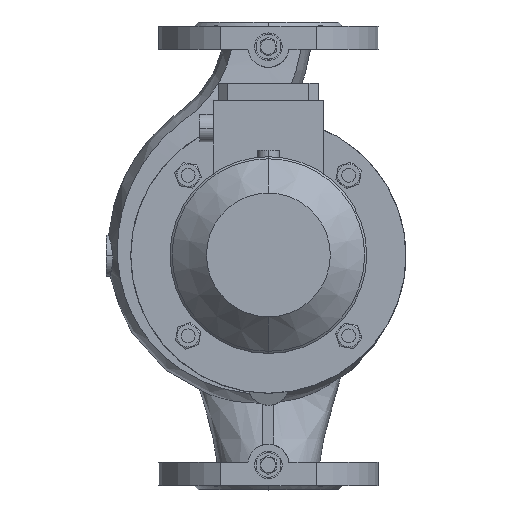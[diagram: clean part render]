
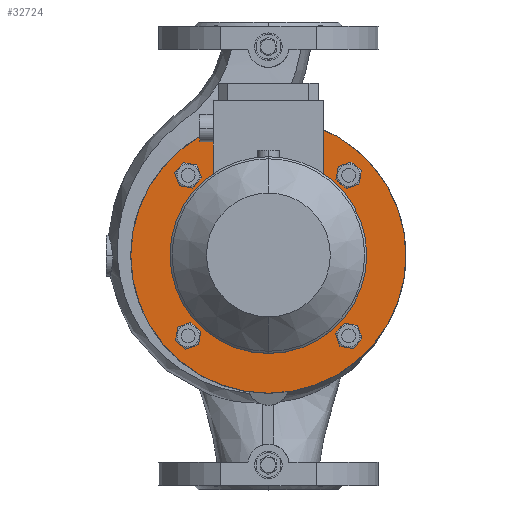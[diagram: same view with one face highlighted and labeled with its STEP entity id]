
A CAD part, top view. The second image highlights one B-rep face of the part: STEP entity #32724.
In plain terms, the highlighted planar face has unit normal (0, 0, 1).
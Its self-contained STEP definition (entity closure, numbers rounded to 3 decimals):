
#867 = AXIS2_PLACEMENT_3D ( 'NONE', #5565, #28668, #13318 ) ;
#1081 = CARTESIAN_POINT ( 'NONE',  ( 59.739, 66.289, 142. ) ) ;
#1551 = CARTESIAN_POINT ( 'NONE',  ( 0., 100., 142. ) ) ;
#1668 = ORIENTED_EDGE ( 'NONE', *, *, #17332, .F. ) ;
#1686 = PLANE ( 'NONE',  #9395 ) ;
#1885 = ORIENTED_EDGE ( 'NONE', *, *, #14424, .F. ) ;
#2544 = CARTESIAN_POINT ( 'NONE',  ( -58.336, 58.336, 142. ) ) ;
#2815 = AXIS2_PLACEMENT_3D ( 'NONE', #25816, #20867, #20657 ) ;
#3313 = FACE_BOUND ( 'NONE', #17194, .T. ) ;
#3700 = EDGE_LOOP ( 'NONE', ( #9332, #14119 ) ) ;
#4204 = CIRCLE ( 'NONE', #21298, 70. ) ;
#4565 = EDGE_LOOP ( 'NONE', ( #27774, #14282 ) ) ;
#4778 = EDGE_CURVE ( 'NONE', #17110, #15911, #4204, .T. ) ;
#5511 = CARTESIAN_POINT ( 'NONE',  ( -59.739, -66.289, 142. ) ) ;
#5565 = CARTESIAN_POINT ( 'NONE',  ( 58.336, 58.336, 142. ) ) ;
#5792 = CARTESIAN_POINT ( 'NONE',  ( 0., 0., 142. ) ) ;
#6015 = CARTESIAN_POINT ( 'NONE',  ( -56.934, -50.384, 142. ) ) ;
#6651 = AXIS2_PLACEMENT_3D ( 'NONE', #5792, #13544, #21604 ) ;
#6803 = CARTESIAN_POINT ( 'NONE',  ( 66.289, -59.739, 142. ) ) ;
#7145 = DIRECTION ( 'NONE',  ( 0., 0., 1. ) ) ;
#7270 = FACE_BOUND ( 'NONE', #27613, .T. ) ;
#7538 = VERTEX_POINT ( 'NONE', #29383 ) ;
#7883 = CARTESIAN_POINT ( 'NONE',  ( -58.336, -58.336, 142. ) ) ;
#7927 = ORIENTED_EDGE ( 'NONE', *, *, #27891, .F. ) ;
#8273 = CARTESIAN_POINT ( 'NONE',  ( 0., 0., 142. ) ) ;
#8859 = CIRCLE ( 'NONE', #22190, 8.075 ) ;
#9130 = DIRECTION ( 'NONE',  ( 0., 0., 1. ) ) ;
#9229 = ORIENTED_EDGE ( 'NONE', *, *, #11488, .F. ) ;
#9322 = AXIS2_PLACEMENT_3D ( 'NONE', #16310, #31775, #26620 ) ;
#9332 = ORIENTED_EDGE ( 'NONE', *, *, #25143, .F. ) ;
#9395 = AXIS2_PLACEMENT_3D ( 'NONE', #27217, #7145, #27445 ) ;
#9496 = AXIS2_PLACEMENT_3D ( 'NONE', #16751, #9130, #14614 ) ;
#10112 = FACE_BOUND ( 'NONE', #3700, .T. ) ;
#10230 = AXIS2_PLACEMENT_3D ( 'NONE', #27277, #17198, #32332 ) ;
#10435 = VERTEX_POINT ( 'NONE', #6015 ) ;
#10473 = DIRECTION ( 'NONE',  ( 0., -1., 0. ) ) ;
#10679 = VERTEX_POINT ( 'NONE', #1551 ) ;
#10769 = DIRECTION ( 'NONE',  ( 0., 0., 1. ) ) ;
#11298 = VERTEX_POINT ( 'NONE', #22907 ) ;
#11488 = EDGE_CURVE ( 'NONE', #31928, #10435, #27305, .T. ) ;
#11730 = VERTEX_POINT ( 'NONE', #1081 ) ;
#11900 = VERTEX_POINT ( 'NONE', #29516 ) ;
#12115 = EDGE_CURVE ( 'NONE', #15082, #7538, #31273, .T. ) ;
#13026 = CIRCLE ( 'NONE', #19180, 100. ) ;
#13045 = DIRECTION ( 'NONE',  ( 0., -1., 0. ) ) ;
#13183 = CIRCLE ( 'NONE', #6651, 100. ) ;
#13318 = DIRECTION ( 'NONE',  ( 0., -1., 0. ) ) ;
#13544 = DIRECTION ( 'NONE',  ( 0., 0., -1. ) ) ;
#14119 = ORIENTED_EDGE ( 'NONE', *, *, #27081, .F. ) ;
#14282 = ORIENTED_EDGE ( 'NONE', *, *, #16686, .F. ) ;
#14424 = EDGE_CURVE ( 'NONE', #7538, #15082, #8859, .T. ) ;
#14439 = CARTESIAN_POINT ( 'NONE',  ( 0., 0., 142. ) ) ;
#14468 = CARTESIAN_POINT ( 'NONE',  ( -58.336, 58.336, 142. ) ) ;
#14614 = DIRECTION ( 'NONE',  ( 0., -1., 0. ) ) ;
#14809 = CARTESIAN_POINT ( 'NONE',  ( 0., 70., 142. ) ) ;
#14944 = VERTEX_POINT ( 'NONE', #6803 ) ;
#15082 = VERTEX_POINT ( 'NONE', #23458 ) ;
#15321 = FACE_OUTER_BOUND ( 'NONE', #20647, .T. ) ;
#15459 = AXIS2_PLACEMENT_3D ( 'NONE', #2544, #23468, #13045 ) ;
#15887 = DIRECTION ( 'NONE',  ( 0., 0., -1. ) ) ;
#15911 = VERTEX_POINT ( 'NONE', #14809 ) ;
#16121 = FACE_BOUND ( 'NONE', #4565, .T. ) ;
#16310 = CARTESIAN_POINT ( 'NONE',  ( 58.336, -58.336, 142. ) ) ;
#16373 = ORIENTED_EDGE ( 'NONE', *, *, #25153, .F. ) ;
#16686 = EDGE_CURVE ( 'NONE', #14944, #11298, #32406, .T. ) ;
#16693 = CIRCLE ( 'NONE', #9496, 8.075 ) ;
#16751 = CARTESIAN_POINT ( 'NONE',  ( 58.336, 58.336, 142. ) ) ;
#17110 = VERTEX_POINT ( 'NONE', #23150 ) ;
#17194 = EDGE_LOOP ( 'NONE', ( #26493, #1885 ) ) ;
#17198 = DIRECTION ( 'NONE',  ( 0., 0., -1. ) ) ;
#17332 = EDGE_CURVE ( 'NONE', #10435, #31928, #26347, .T. ) ;
#19180 = AXIS2_PLACEMENT_3D ( 'NONE', #8273, #15887, #31027 ) ;
#19329 = AXIS2_PLACEMENT_3D ( 'NONE', #28366, #10769, #25902 ) ;
#20647 = EDGE_LOOP ( 'NONE', ( #16373, #7927 ) ) ;
#20657 = DIRECTION ( 'NONE',  ( 0., -1., 0. ) ) ;
#20867 = DIRECTION ( 'NONE',  ( 0., 0., 1. ) ) ;
#21072 = VERTEX_POINT ( 'NONE', #31175 ) ;
#21227 = CIRCLE ( 'NONE', #19329, 8.075 ) ;
#21298 = AXIS2_PLACEMENT_3D ( 'NONE', #14439, #29556, #29663 ) ;
#21604 = DIRECTION ( 'NONE',  ( 0., 1., 0. ) ) ;
#22190 = AXIS2_PLACEMENT_3D ( 'NONE', #14468, #27462, #32412 ) ;
#22907 = CARTESIAN_POINT ( 'NONE',  ( 50.384, -56.934, 142. ) ) ;
#23150 = CARTESIAN_POINT ( 'NONE',  ( 0., -70., 142. ) ) ;
#23330 = ORIENTED_EDGE ( 'NONE', *, *, #4778, .T. ) ;
#23458 = CARTESIAN_POINT ( 'NONE',  ( -50.384, 56.934, 142. ) ) ;
#23468 = DIRECTION ( 'NONE',  ( 0., 0., 1. ) ) ;
#24561 = EDGE_CURVE ( 'NONE', #11298, #14944, #21227, .T. ) ;
#25143 = EDGE_CURVE ( 'NONE', #21072, #11730, #29600, .T. ) ;
#25153 = EDGE_CURVE ( 'NONE', #10679, #11900, #13183, .T. ) ;
#25816 = CARTESIAN_POINT ( 'NONE',  ( -58.336, -58.336, 142. ) ) ;
#25835 = DIRECTION ( 'NONE',  ( 0., 0., 1. ) ) ;
#25902 = DIRECTION ( 'NONE',  ( 0., -1., 0. ) ) ;
#26347 = CIRCLE ( 'NONE', #30815, 8.075 ) ;
#26372 = ORIENTED_EDGE ( 'NONE', *, *, #31607, .T. ) ;
#26493 = ORIENTED_EDGE ( 'NONE', *, *, #12115, .F. ) ;
#26566 = CIRCLE ( 'NONE', #10230, 70. ) ;
#26620 = DIRECTION ( 'NONE',  ( 0., -1., 0. ) ) ;
#27081 = EDGE_CURVE ( 'NONE', #11730, #21072, #16693, .T. ) ;
#27217 = CARTESIAN_POINT ( 'NONE',  ( 0., 100., 142. ) ) ;
#27277 = CARTESIAN_POINT ( 'NONE',  ( 0., 0., 142. ) ) ;
#27305 = CIRCLE ( 'NONE', #2815, 8.075 ) ;
#27338 = FACE_BOUND ( 'NONE', #30951, .T. ) ;
#27445 = DIRECTION ( 'NONE',  ( 0., -1., 0. ) ) ;
#27462 = DIRECTION ( 'NONE',  ( 0., 0., 1. ) ) ;
#27613 = EDGE_LOOP ( 'NONE', ( #26372, #23330 ) ) ;
#27774 = ORIENTED_EDGE ( 'NONE', *, *, #24561, .F. ) ;
#27891 = EDGE_CURVE ( 'NONE', #11900, #10679, #13026, .T. ) ;
#28366 = CARTESIAN_POINT ( 'NONE',  ( 58.336, -58.336, 142. ) ) ;
#28668 = DIRECTION ( 'NONE',  ( 0., 0., 1. ) ) ;
#29383 = CARTESIAN_POINT ( 'NONE',  ( -66.289, 59.739, 142. ) ) ;
#29516 = CARTESIAN_POINT ( 'NONE',  ( 0., -100., 142. ) ) ;
#29556 = DIRECTION ( 'NONE',  ( 0., 0., -1. ) ) ;
#29600 = CIRCLE ( 'NONE', #867, 8.075 ) ;
#29663 = DIRECTION ( 'NONE',  ( 0., 1., 0. ) ) ;
#30815 = AXIS2_PLACEMENT_3D ( 'NONE', #7883, #25835, #10473 ) ;
#30951 = EDGE_LOOP ( 'NONE', ( #1668, #9229 ) ) ;
#31027 = DIRECTION ( 'NONE',  ( 0., 1., 0. ) ) ;
#31175 = CARTESIAN_POINT ( 'NONE',  ( 56.934, 50.384, 142. ) ) ;
#31273 = CIRCLE ( 'NONE', #15459, 8.075 ) ;
#31607 = EDGE_CURVE ( 'NONE', #15911, #17110, #26566, .T. ) ;
#31775 = DIRECTION ( 'NONE',  ( 0., 0., 1. ) ) ;
#31928 = VERTEX_POINT ( 'NONE', #5511 ) ;
#32332 = DIRECTION ( 'NONE',  ( 0., 1., 0. ) ) ;
#32406 = CIRCLE ( 'NONE', #9322, 8.075 ) ;
#32412 = DIRECTION ( 'NONE',  ( 0., -1., 0. ) ) ;
#32724 = ADVANCED_FACE ( 'NONE', ( #27338, #16121, #10112, #3313, #7270, #15321 ), #1686, .T. ) ;
